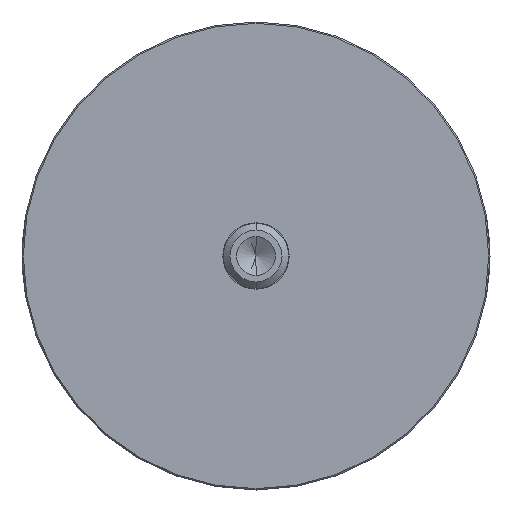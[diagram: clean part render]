
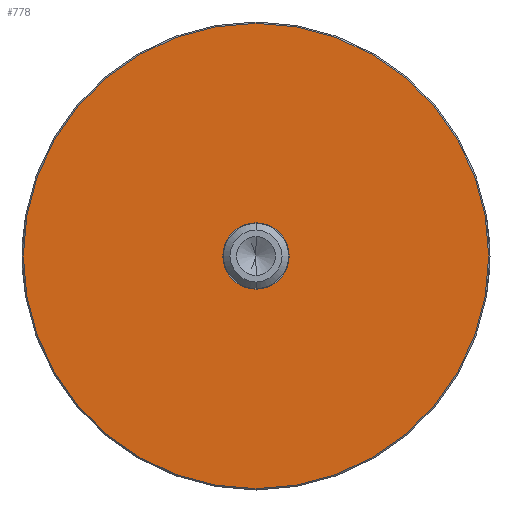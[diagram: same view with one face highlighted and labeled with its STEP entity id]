
A CAD part, front view. The second image highlights one B-rep face of the part: STEP entity #778.
In plain terms, the highlighted planar face has unit normal (0, -1, 0).
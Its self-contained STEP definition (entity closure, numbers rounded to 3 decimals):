
#10 = EDGE_CURVE ( 'NONE', #1610, #645, #378, .T. ) ;
#13 = CARTESIAN_POINT ( 'NONE',  ( 0., 10., 0. ) ) ;
#26 = EDGE_CURVE ( 'NONE', #1895, #1883, #800, .T. ) ;
#30 = AXIS2_PLACEMENT_3D ( 'NONE', #276, #1094, #1690 ) ;
#33 = AXIS2_PLACEMENT_3D ( 'NONE', #13, #796, #1600 ) ;
#194 = DIRECTION ( 'NONE',  ( 0., -1., 0. ) ) ;
#205 = CARTESIAN_POINT ( 'NONE',  ( 0., 10., -35.8 ) ) ;
#276 = CARTESIAN_POINT ( 'NONE',  ( 0., 10., 0. ) ) ;
#308 = FACE_BOUND ( 'NONE', #1405, .T. ) ;
#321 = PLANE ( 'NONE',  #769 ) ;
#378 = CIRCLE ( 'NONE', #1184, 35.8 ) ;
#454 = DIRECTION ( 'NONE',  ( 0., 1., 0. ) ) ;
#628 = ORIENTED_EDGE ( 'NONE', *, *, #10, .T. ) ;
#645 = VERTEX_POINT ( 'NONE', #205 ) ;
#701 = CARTESIAN_POINT ( 'NONE',  ( 0., 10., 0. ) ) ;
#722 = ORIENTED_EDGE ( 'NONE', *, *, #26, .T. ) ;
#769 = AXIS2_PLACEMENT_3D ( 'NONE', #701, #1098, #1681 ) ;
#778 = ADVANCED_FACE ( 'NONE', ( #2075, #308 ), #321, .F. ) ;
#783 = DIRECTION ( 'NONE',  ( 0., 0., 1. ) ) ;
#796 = DIRECTION ( 'NONE',  ( 0., 1., 0. ) ) ;
#800 = CIRCLE ( 'NONE', #33, 5.1 ) ;
#827 = CARTESIAN_POINT ( 'NONE',  ( 0., 10., 35.8 ) ) ;
#901 = EDGE_LOOP ( 'NONE', ( #628, #2005 ) ) ;
#985 = CARTESIAN_POINT ( 'NONE',  ( 0., 10., 0. ) ) ;
#1094 = DIRECTION ( 'NONE',  ( 0., -1., 0. ) ) ;
#1098 = DIRECTION ( 'NONE',  ( 0., 1., 0. ) ) ;
#1139 = CIRCLE ( 'NONE', #1624, 5.1 ) ;
#1179 = CIRCLE ( 'NONE', #30, 35.8 ) ;
#1184 = AXIS2_PLACEMENT_3D ( 'NONE', #985, #194, #783 ) ;
#1255 = CARTESIAN_POINT ( 'NONE',  ( 0., 10., 0. ) ) ;
#1405 = EDGE_LOOP ( 'NONE', ( #722, #2258 ) ) ;
#1600 = DIRECTION ( 'NONE',  ( 0., 0., 1. ) ) ;
#1610 = VERTEX_POINT ( 'NONE', #827 ) ;
#1624 = AXIS2_PLACEMENT_3D ( 'NONE', #1255, #454, #2043 ) ;
#1681 = DIRECTION ( 'NONE',  ( 0., 0., 1. ) ) ;
#1687 = CARTESIAN_POINT ( 'NONE',  ( 0., 10., -5.1 ) ) ;
#1690 = DIRECTION ( 'NONE',  ( 0., 0., 1. ) ) ;
#1883 = VERTEX_POINT ( 'NONE', #2266 ) ;
#1885 = EDGE_CURVE ( 'NONE', #645, #1610, #1179, .T. ) ;
#1895 = VERTEX_POINT ( 'NONE', #1687 ) ;
#2005 = ORIENTED_EDGE ( 'NONE', *, *, #1885, .T. ) ;
#2043 = DIRECTION ( 'NONE',  ( 0., 0., 1. ) ) ;
#2075 = FACE_OUTER_BOUND ( 'NONE', #901, .T. ) ;
#2145 = EDGE_CURVE ( 'NONE', #1883, #1895, #1139, .T. ) ;
#2258 = ORIENTED_EDGE ( 'NONE', *, *, #2145, .T. ) ;
#2266 = CARTESIAN_POINT ( 'NONE',  ( 0., 10., 5.1 ) ) ;
